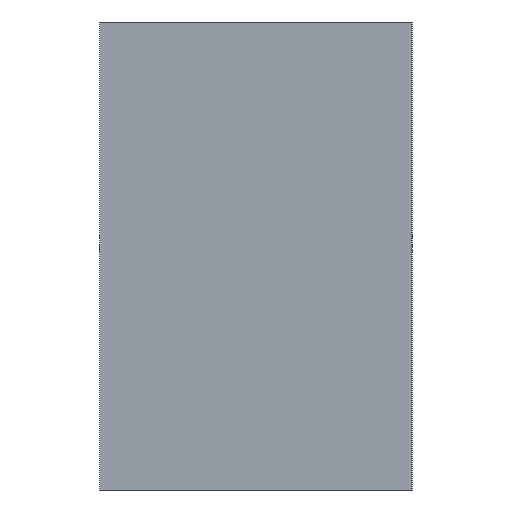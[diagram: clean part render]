
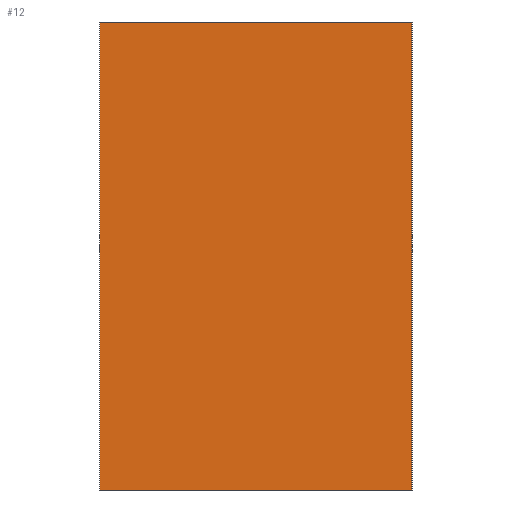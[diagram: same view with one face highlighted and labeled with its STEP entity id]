
A CAD part, left-side view. The second image highlights one B-rep face of the part: STEP entity #12.
In plain terms, the highlighted planar face has unit normal (-1, 0, 0).
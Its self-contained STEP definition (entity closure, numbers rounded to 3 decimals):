
#12 = ADVANCED_FACE ( 'NONE', ( #134 ), #232, .F. ) ;
#23 = VECTOR ( 'NONE', #293, 1000. ) ;
#34 = LINE ( 'NONE', #292, #23 ) ;
#40 = LINE ( 'NONE', #287, #46 ) ;
#43 = VECTOR ( 'NONE', #306, 1000. ) ;
#44 = LINE ( 'NONE', #305, #43 ) ;
#46 = VECTOR ( 'NONE', #308, 1000. ) ;
#50 = EDGE_CURVE ( 'NONE', #183, #185, #135, .T. ) ;
#74 = EDGE_CURVE ( 'NONE', #185, #184, #34, .T. ) ;
#81 = EDGE_CURVE ( 'NONE', #195, #184, #44, .T. ) ;
#82 = EDGE_CURVE ( 'NONE', #183, #195, #40, .T. ) ;
#127 = VECTOR ( 'NONE', #240, 1000. ) ;
#134 = FACE_OUTER_BOUND ( 'NONE', #402, .T. ) ;
#135 = LINE ( 'NONE', #239, #127 ) ;
#147 = AXIS2_PLACEMENT_3D ( 'NONE', #231, #236, #237 ) ;
#183 = VERTEX_POINT ( 'NONE', #314 ) ;
#184 = VERTEX_POINT ( 'NONE', #315 ) ;
#185 = VERTEX_POINT ( 'NONE', #307 ) ;
#195 = VERTEX_POINT ( 'NONE', #325 ) ;
#231 = CARTESIAN_POINT ( 'NONE',  ( 0., 50.8, 0. ) ) ;
#232 = PLANE ( 'NONE',  #147 ) ;
#236 = DIRECTION ( 'NONE',  ( 1., 0., 0. ) ) ;
#237 = DIRECTION ( 'NONE',  ( 0., 0., -1. ) ) ;
#239 = CARTESIAN_POINT ( 'NONE',  ( 0., 50.8, 0. ) ) ;
#240 = DIRECTION ( 'NONE',  ( 0., 0., 1. ) ) ;
#287 = CARTESIAN_POINT ( 'NONE',  ( 0., 50.8, -76.2 ) ) ;
#292 = CARTESIAN_POINT ( 'NONE',  ( 0., 50.8, 0. ) ) ;
#293 = DIRECTION ( 'NONE',  ( 0., -1., 0. ) ) ;
#305 = CARTESIAN_POINT ( 'NONE',  ( 0., 0., 0. ) ) ;
#306 = DIRECTION ( 'NONE',  ( 0., 0., 1. ) ) ;
#307 = CARTESIAN_POINT ( 'NONE',  ( 0., 50.8, 0. ) ) ;
#308 = DIRECTION ( 'NONE',  ( 0., -1., 0. ) ) ;
#314 = CARTESIAN_POINT ( 'NONE',  ( 0., 50.8, -76.2 ) ) ;
#315 = CARTESIAN_POINT ( 'NONE',  ( 0., 0., 0. ) ) ;
#325 = CARTESIAN_POINT ( 'NONE',  ( 0., 0., -76.2 ) ) ;
#400 = ORIENTED_EDGE ( 'NONE', *, *, #81, .T. ) ;
#402 = EDGE_LOOP ( 'NONE', ( #400, #425, #418, #458 ) ) ;
#418 = ORIENTED_EDGE ( 'NONE', *, *, #50, .F. ) ;
#425 = ORIENTED_EDGE ( 'NONE', *, *, #74, .F. ) ;
#458 = ORIENTED_EDGE ( 'NONE', *, *, #82, .T. ) ;
